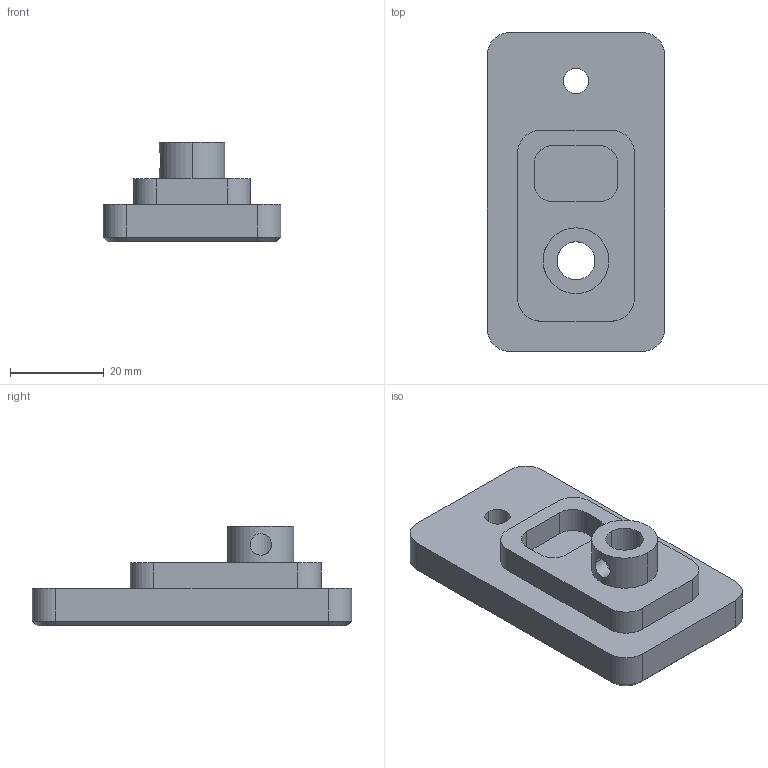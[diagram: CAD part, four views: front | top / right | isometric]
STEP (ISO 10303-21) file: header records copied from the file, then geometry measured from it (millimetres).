
FILE_DESCRIPTION((''),'2;1');
FILE_NAME('FLUSH_ROD_MOUNT','2025-01-28T11:28:33',('thomas'),(''),'CREO PARAMETRIC BY PTC INC, 2024063','CREO PARAMETRIC BY PTC INC, 2024063','');
FILE_SCHEMA(('CONFIG_CONTROL_DESIGN'));
Length unit declared in the file: millimetre
Products named in the file (1): FLUSH_ROD_MOUNT
Bounding box: 38 x 68.2 x 21.33 mm (x, y, z)
Volume: 21546.9 mm3; surface area: 8889.2 mm2
Topology: 1 solids, 1 shells, 78 faces, 192 edges, 120 vertices
Faces by surface type: plane 46, cylinder 24, cone 8
Entity records: 2392 total; most frequent: CARTESIAN_POINT 452, DIRECTION 408, ORIENTED_EDGE 384, EDGE_CURVE 192, AXIS2_PLACEMENT_3D 142, VECTOR 124, LINE 124, VERTEX_POINT 120
